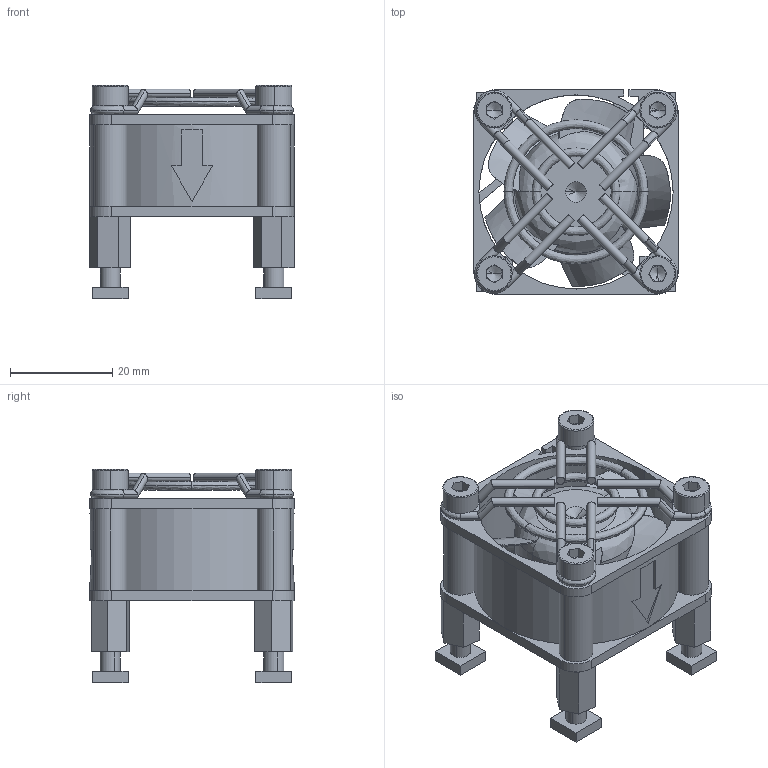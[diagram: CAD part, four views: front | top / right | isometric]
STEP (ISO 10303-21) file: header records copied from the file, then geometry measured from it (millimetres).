
FILE_DESCRIPTION (( 'STEP AP214' ), '1' );
FILE_NAME ('0186-0050_170119_HV01-23.STEP', '2017-01-19T14:01:15', ( 'mittelholzer' ), ( 'Microsoft' ), 'SwSTEP 2.0', 'SolidWorks 2016', '' );
FILE_SCHEMA (( 'AUTOMOTIVE_DESIGN' ));
Length unit declared in the file: millimetre
Products named in the file (5): Square nut DIN 562 M4 -S_Square nut DIN 562 M4 -S; M4x10-Distanzhalter sechskant ; 0186-0050_170119_HV01-23; socket head cap screw_iso_ISO 4762 M4 x 25 --- 25N; HV01-23
Assembly tree (13 placements, depth 2):
  0186-0050_170119_HV01-23
    HV01-23
    socket head cap screw_iso_ISO 4762 M4 x 25 --- 25N  x4
    M4x10-Distanzhalter sechskant   x4
    Square nut DIN 562 M4 -S_Square nut DIN 562 M4 -S  x4
Bounding box: 40.01 x 40 x 41.7 mm (x, y, z)
Volume: 17779.5 mm3; surface area: 19195.9 mm2
Topology: 14 solids, 14 shells, 474 faces, 1152 edges, 721 vertices
Faces by surface type: plane 193, cylinder 156, cone 58, bspline 51, torus 16
Entity records: 10922 total; most frequent: CARTESIAN_POINT 3844, ORIENTED_EDGE 1492, DIRECTION 1321, EDGE_CURVE 746, AXIS2_PLACEMENT_3D 491, VERTEX_POINT 484, EDGE_LOOP 340, VECTOR 339
